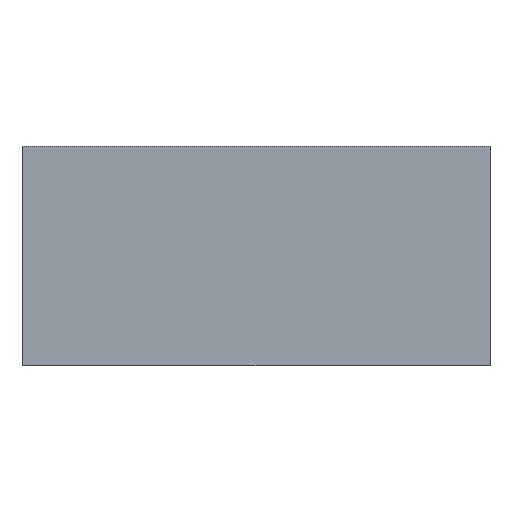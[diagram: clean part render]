
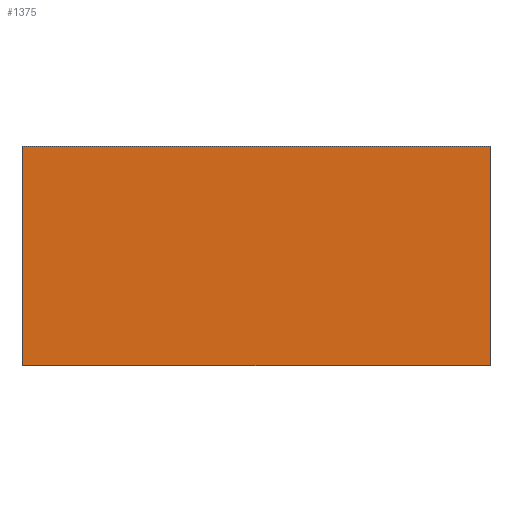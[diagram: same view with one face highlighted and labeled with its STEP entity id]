
A CAD part, front view. The second image highlights one B-rep face of the part: STEP entity #1375.
In plain terms, the highlighted planar face has unit normal (0, -1, 0).
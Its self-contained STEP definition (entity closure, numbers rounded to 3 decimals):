
#159=ORIENTED_EDGE('',*,*,#553,.F.);
#160=ORIENTED_EDGE('',*,*,#554,.T.);
#161=ORIENTED_EDGE('',*,*,#555,.F.);
#162=ORIENTED_EDGE('',*,*,#520,.F.);
#163=ORIENTED_EDGE('',*,*,#556,.T.);
#164=ORIENTED_EDGE('',*,*,#557,.F.);
#165=ORIENTED_EDGE('',*,*,#558,.T.);
#166=ORIENTED_EDGE('',*,*,#559,.T.);
#520=EDGE_CURVE('',#717,#718,#842,.T.);
#553=EDGE_CURVE('',#750,#751,#858,.T.);
#554=EDGE_CURVE('',#750,#752,#859,.T.);
#555=EDGE_CURVE('',#718,#752,#860,.T.);
#556=EDGE_CURVE('',#717,#753,#861,.T.);
#557=EDGE_CURVE('',#754,#753,#862,.T.);
#558=EDGE_CURVE('',#754,#755,#863,.T.);
#559=EDGE_CURVE('',#755,#751,#864,.T.);
#717=VERTEX_POINT('',#1972);
#718=VERTEX_POINT('',#1974);
#750=VERTEX_POINT('',#2140);
#751=VERTEX_POINT('',#2141);
#752=VERTEX_POINT('',#2143);
#753=VERTEX_POINT('',#2146);
#754=VERTEX_POINT('',#2148);
#755=VERTEX_POINT('',#2150);
#842=LINE('',#1973,#979);
#858=LINE('',#2139,#995);
#859=LINE('',#2142,#996);
#860=LINE('',#2144,#997);
#861=LINE('',#2145,#998);
#862=LINE('',#2147,#999);
#863=LINE('',#2149,#1000);
#864=LINE('',#2151,#1001);
#979=VECTOR('',#1580,1000.);
#995=VECTOR('',#1600,1000.);
#996=VECTOR('',#1601,1000.);
#997=VECTOR('',#1602,1000.);
#998=VECTOR('',#1603,1000.);
#999=VECTOR('',#1604,1000.);
#1000=VECTOR('',#1605,1000.);
#1001=VECTOR('',#1606,1000.);
#1113=EDGE_LOOP('',(#159,#160,#161,#162,#163,#164,#165,#166));
#1212=FACE_BOUND('',#1113,.T.);
#1302=PLANE('',#1486);
#1375=ADVANCED_FACE('',(#1212),#1302,.F.);
#1486=AXIS2_PLACEMENT_3D('',#2138,#1598,#1599);
#1580=DIRECTION('',(1.,0.,0.));
#1598=DIRECTION('',(0.,1.,0.));
#1599=DIRECTION('',(0.,0.,1.));
#1600=DIRECTION('',(0.,0.,-1.));
#1601=DIRECTION('',(1.,0.,0.));
#1602=DIRECTION('',(0.,0.,-1.));
#1603=DIRECTION('',(0.,0.,-1.));
#1604=DIRECTION('',(-1.,0.,0.));
#1605=DIRECTION('',(0.,0.,-1.));
#1606=DIRECTION('',(1.,0.,0.));
#1972=CARTESIAN_POINT('',(-3.3,-3.3,3.1));
#1973=CARTESIAN_POINT('',(-3.3,-3.3,3.1));
#1974=CARTESIAN_POINT('',(3.3,-3.3,3.1));
#2138=CARTESIAN_POINT('',(-3.3,-3.3,3.1));
#2139=CARTESIAN_POINT('',(1.4,-3.3,0.));
#2140=CARTESIAN_POINT('',(1.4,-3.3,0.));
#2141=CARTESIAN_POINT('',(1.4,-3.3,0.));
#2142=CARTESIAN_POINT('',(1.4,-3.3,0.));
#2143=CARTESIAN_POINT('',(3.3,-3.3,0.));
#2144=CARTESIAN_POINT('',(3.3,-3.3,3.1));
#2145=CARTESIAN_POINT('',(-3.3,-3.3,3.1));
#2146=CARTESIAN_POINT('',(-3.3,-3.3,0.));
#2147=CARTESIAN_POINT('',(-1.4,-3.3,0.));
#2148=CARTESIAN_POINT('',(-1.4,-3.3,0.));
#2149=CARTESIAN_POINT('',(-1.4,-3.3,0.));
#2150=CARTESIAN_POINT('',(-1.4,-3.3,0.));
#2151=CARTESIAN_POINT('',(-3.3,-3.3,0.));
